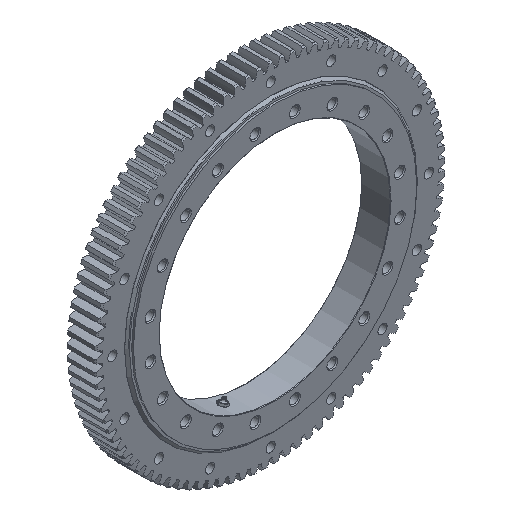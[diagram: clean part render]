
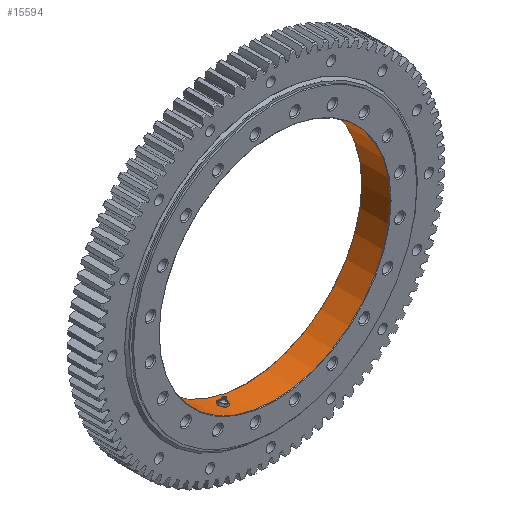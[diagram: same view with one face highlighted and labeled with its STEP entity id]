
A CAD part, isometric view. The second image highlights one B-rep face of the part: STEP entity #15594.
In plain terms, the highlighted cylindrical face has radius 206.375 mm (diameter 412.75 mm), a full revolution.
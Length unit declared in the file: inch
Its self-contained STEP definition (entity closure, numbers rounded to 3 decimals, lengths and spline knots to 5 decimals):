
#610=FACE_BOUND('',#2338,.T.);
#1449=FACE_OUTER_BOUND('',#2337,.T.);
#2337=EDGE_LOOP('',(#13976,#13977,#13978,#13979,#13980,#13981));
#2338=EDGE_LOOP('',(#13982,#13983));
#2907=LINE('',#36719,#3406);
#3406=VECTOR('',#22272,8.125);
#4651=CIRCLE('',#17735,8.125);
#4652=CIRCLE('',#17736,8.125);
#4653=CIRCLE('',#17738,8.125);
#4654=CIRCLE('',#17739,8.125);
#5385=B_SPLINE_CURVE_WITH_KNOTS('',3,(#36722,#36723,#36724,#36725,#36726,
#36727,#36728,#36729,#36730,#36731),.UNSPECIFIED.,.F.,.F.,(4,2,2,2,4),(0.,
0.53862,1.07723,1.61585,2.15446),
 .UNSPECIFIED.);
#5386=B_SPLINE_CURVE_WITH_KNOTS('',3,(#36732,#36733,#36734,#36735,#36736,
#36737,#36738,#36739,#36740,#36741,#36742,#36743,#36744,#36745,#36746,#36747,
#36748,#36749,#36750,#36751,#36752,#36753,#36754,#36755,#36756,#36757),
 .UNSPECIFIED.,.F.,.F.,(4,2,2,2,2,2,2,2,2,2,2,2,4),(2.15446,2.69308,
3.23169,3.77031,4.30892,4.84754,5.38615,
5.92477,6.46338,7.002,7.54061,8.07923,
8.61785),.UNSPECIFIED.);
#6894=VERTEX_POINT('',#36709);
#6895=VERTEX_POINT('',#36711);
#6896=VERTEX_POINT('',#36715);
#6897=VERTEX_POINT('',#36716);
#6898=VERTEX_POINT('',#36720);
#6899=VERTEX_POINT('',#36721);
#9274=EDGE_CURVE('',#6894,#6895,#4651,.T.);
#9275=EDGE_CURVE('',#6895,#6894,#4652,.T.);
#9276=EDGE_CURVE('',#6896,#6897,#4653,.T.);
#9277=EDGE_CURVE('',#6897,#6896,#4654,.T.);
#9278=EDGE_CURVE('',#6897,#6895,#2907,.T.);
#9279=EDGE_CURVE('',#6898,#6899,#5385,.T.);
#9280=EDGE_CURVE('',#6899,#6898,#5386,.T.);
#13976=ORIENTED_EDGE('',*,*,#9276,.F.);
#13977=ORIENTED_EDGE('',*,*,#9277,.F.);
#13978=ORIENTED_EDGE('',*,*,#9278,.T.);
#13979=ORIENTED_EDGE('',*,*,#9274,.F.);
#13980=ORIENTED_EDGE('',*,*,#9275,.F.);
#13981=ORIENTED_EDGE('',*,*,#9278,.F.);
#13982=ORIENTED_EDGE('',*,*,#9279,.T.);
#13983=ORIENTED_EDGE('',*,*,#9280,.T.);
#14803=CYLINDRICAL_SURFACE('',#17737,8.125);
#15594=ADVANCED_FACE('',(#1449,#610),#14803,.F.);
#17735=AXIS2_PLACEMENT_3D('',#36712,#22262,#22263);
#17736=AXIS2_PLACEMENT_3D('',#36713,#22264,#22265);
#17737=AXIS2_PLACEMENT_3D('',#36714,#22266,#22267);
#17738=AXIS2_PLACEMENT_3D('',#36717,#22268,#22269);
#17739=AXIS2_PLACEMENT_3D('',#36718,#22270,#22271);
#22262=DIRECTION('center_axis',(0.,1.,0.));
#22263=DIRECTION('ref_axis',(1.,0.,0.));
#22264=DIRECTION('center_axis',(0.,1.,0.));
#22265=DIRECTION('ref_axis',(1.,0.,0.));
#22266=DIRECTION('center_axis',(0.,1.,0.));
#22267=DIRECTION('ref_axis',(-1.,0.,0.));
#22268=DIRECTION('center_axis',(0.,-1.,0.));
#22269=DIRECTION('ref_axis',(1.,0.,0.));
#22270=DIRECTION('center_axis',(0.,-1.,0.));
#22271=DIRECTION('ref_axis',(1.,0.,0.));
#22272=DIRECTION('',(0.,-1.,0.));
#36709=CARTESIAN_POINT('',(-8.125,-1.1575,0.));
#36711=CARTESIAN_POINT('',(8.125,-1.1575,0.));
#36712=CARTESIAN_POINT('Origin',(0.,-1.1575,0.));
#36713=CARTESIAN_POINT('Origin',(0.,-1.1575,0.));
#36714=CARTESIAN_POINT('Origin',(0.,-0.156,0.));
#36715=CARTESIAN_POINT('',(-8.125,0.8455,0.));
#36716=CARTESIAN_POINT('',(8.125,0.8455,0.));
#36717=CARTESIAN_POINT('Origin',(0.,0.8455,0.));
#36718=CARTESIAN_POINT('Origin',(0.,0.8455,0.));
#36719=CARTESIAN_POINT('',(8.125,-0.156,0.));
#36720=CARTESIAN_POINT('',(-8.10549,0.,0.56275));
#36721=CARTESIAN_POINT('',(-8.125,0.56275,0.));
#36722=CARTESIAN_POINT('Ctrl Pts',(-8.10549,0.,
0.56275));
#36723=CARTESIAN_POINT('Ctrl Pts',(-8.10549,0.07068,
0.56275));
#36724=CARTESIAN_POINT('Ctrl Pts',(-8.10651,0.14606,0.54862));
#36725=CARTESIAN_POINT('Ctrl Pts',(-8.11019,0.28471,
0.49118));
#36726=CARTESIAN_POINT('Ctrl Pts',(-8.1128,0.34797,
0.44788));
#36727=CARTESIAN_POINT('Ctrl Pts',(-8.1177,0.44788,
0.34797));
#36728=CARTESIAN_POINT('Ctrl Pts',(-8.12031,0.49118,
0.28471));
#36729=CARTESIAN_POINT('Ctrl Pts',(-8.12398,0.54862,
0.14606));
#36730=CARTESIAN_POINT('Ctrl Pts',(-8.125,0.56275,0.07068));
#36731=CARTESIAN_POINT('Ctrl Pts',(-8.125,0.56275,0.));
#36732=CARTESIAN_POINT('Ctrl Pts',(-8.125,0.56275,0.));
#36733=CARTESIAN_POINT('Ctrl Pts',(-8.125,0.56275,-0.07068));
#36734=CARTESIAN_POINT('Ctrl Pts',(-8.12398,0.54862,
-0.14606));
#36735=CARTESIAN_POINT('Ctrl Pts',(-8.12031,0.49118,
-0.28471));
#36736=CARTESIAN_POINT('Ctrl Pts',(-8.1177,0.44788,
-0.34797));
#36737=CARTESIAN_POINT('Ctrl Pts',(-8.1128,0.34797,
-0.44788));
#36738=CARTESIAN_POINT('Ctrl Pts',(-8.11019,0.28471,
-0.49118));
#36739=CARTESIAN_POINT('Ctrl Pts',(-8.10651,0.14606,-0.54862));
#36740=CARTESIAN_POINT('Ctrl Pts',(-8.10549,0.07068,
-0.56275));
#36741=CARTESIAN_POINT('Ctrl Pts',(-8.10549,-0.07068,
-0.56275));
#36742=CARTESIAN_POINT('Ctrl Pts',(-8.10651,-0.14606,
-0.54862));
#36743=CARTESIAN_POINT('Ctrl Pts',(-8.11019,-0.28471,
-0.49118));
#36744=CARTESIAN_POINT('Ctrl Pts',(-8.1128,-0.34797,
-0.44788));
#36745=CARTESIAN_POINT('Ctrl Pts',(-8.1177,-0.44788,
-0.34797));
#36746=CARTESIAN_POINT('Ctrl Pts',(-8.12031,-0.49118,
-0.28471));
#36747=CARTESIAN_POINT('Ctrl Pts',(-8.12398,-0.54862,
-0.14606));
#36748=CARTESIAN_POINT('Ctrl Pts',(-8.125,-0.56275,-0.07068));
#36749=CARTESIAN_POINT('Ctrl Pts',(-8.125,-0.56275,0.07068));
#36750=CARTESIAN_POINT('Ctrl Pts',(-8.12398,-0.54862,
0.14606));
#36751=CARTESIAN_POINT('Ctrl Pts',(-8.12031,-0.49118,
0.28471));
#36752=CARTESIAN_POINT('Ctrl Pts',(-8.1177,-0.44788,
0.34797));
#36753=CARTESIAN_POINT('Ctrl Pts',(-8.1128,-0.34797,
0.44788));
#36754=CARTESIAN_POINT('Ctrl Pts',(-8.11019,-0.28471,
0.49118));
#36755=CARTESIAN_POINT('Ctrl Pts',(-8.10651,-0.14606,
0.54862));
#36756=CARTESIAN_POINT('Ctrl Pts',(-8.10549,-0.07068,
0.56275));
#36757=CARTESIAN_POINT('Ctrl Pts',(-8.10549,0.,
0.56275));
